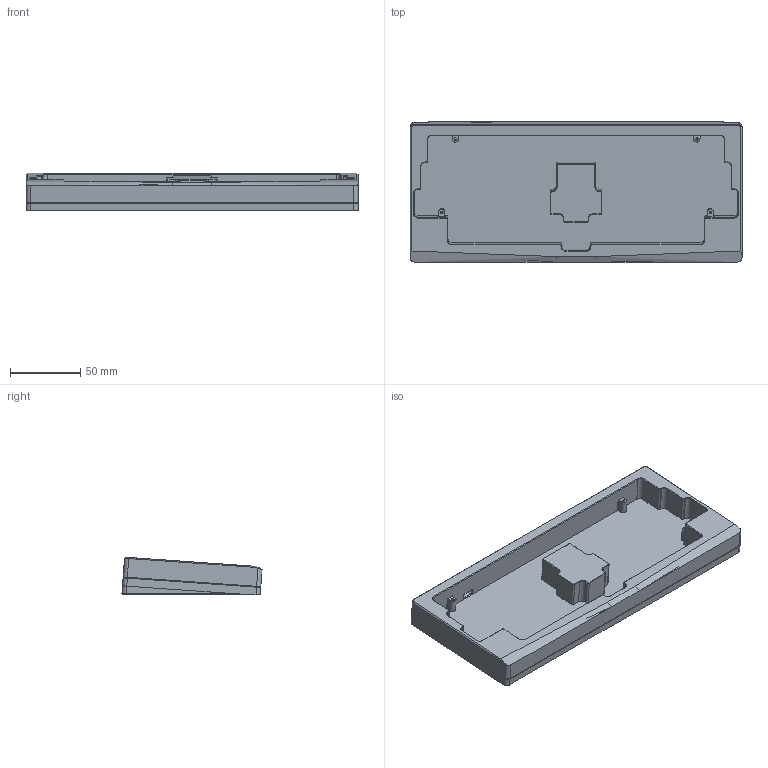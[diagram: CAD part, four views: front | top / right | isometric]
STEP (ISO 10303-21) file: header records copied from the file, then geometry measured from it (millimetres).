
FILE_DESCRIPTION(/* description */ (''),/* implementation_level */ '2;1');
FILE_NAME(/* name */ 'Punishment.step',/* time_stamp */ '2024-02-25T13:13:36-05:00',/* author */ (''),/* organization */ (''),/* preprocessor_version */ 'ST-DEVELOPER v20',/* originating_system */ 'Autodesk Translation Framework v12.20.1.177',/* authorisation */ '');
FILE_SCHEMA (('AUTOMOTIVE_DESIGN { 1 0 10303 214 3 1 1 }'));
Length unit declared in the file: millimetre
Products named in the file (1): Infernum Case
Bounding box: 235.6 x 99.4 x 26.63 mm (x, y, z)
Volume: 249998.1 mm3; surface area: 75324.3 mm2
Topology: 1 solids, 1 shells, 270 faces, 668 edges, 408 vertices
Faces by surface type: plane 140, cylinder 66, cone 58, bspline 6
Full cylindrical faces by diameter (mm): 1.7 x4
Entity records: 8065 total; most frequent: CARTESIAN_POINT 1553, DIRECTION 1382, ORIENTED_EDGE 1332, EDGE_CURVE 666, AXIS2_PLACEMENT_3D 461, LINE 460, VECTOR 460, VERTEX_POINT 408
